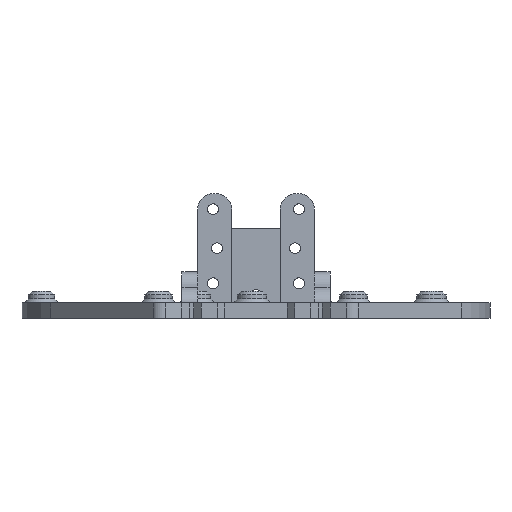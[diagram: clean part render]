
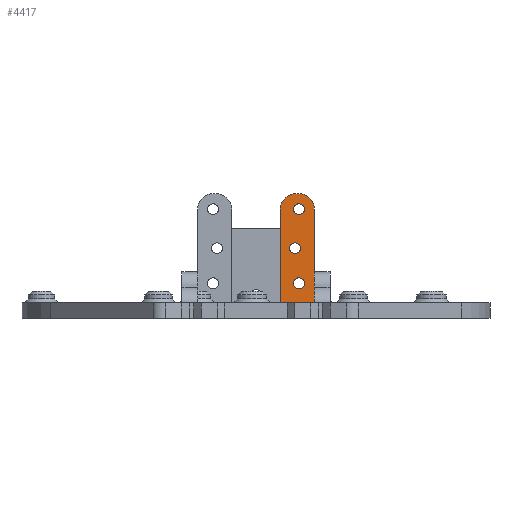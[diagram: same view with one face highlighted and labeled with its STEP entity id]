
A CAD part, left-side view. The second image highlights one B-rep face of the part: STEP entity #4417.
In plain terms, the highlighted planar face has unit normal (-1, 0, 0).
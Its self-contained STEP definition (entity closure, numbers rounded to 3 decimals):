
#156=FACE_BOUND('',#741,.T.);
#157=FACE_BOUND('',#742,.T.);
#158=FACE_BOUND('',#743,.T.);
#250=PLANE('',#4873);
#456=FACE_OUTER_BOUND('',#740,.T.);
#740=EDGE_LOOP('',(#3952,#3953,#3954,#3955,#3956,#3957));
#741=EDGE_LOOP('',(#3958));
#742=EDGE_LOOP('',(#3959));
#743=EDGE_LOOP('',(#3960));
#930=LINE('',#6673,#1340);
#1149=LINE('',#7391,#1559);
#1156=LINE('',#7407,#1566);
#1170=LINE('',#7437,#1580);
#1340=VECTOR('',#5288,10.);
#1559=VECTOR('',#6029,10.);
#1566=VECTOR('',#6048,10.);
#1580=VECTOR('',#6086,10.);
#1674=CIRCLE('',#4559,1.4);
#1796=CIRCLE('',#4817,1.4);
#1799=CIRCLE('',#4824,1.4);
#1817=CIRCLE('',#4857,4.);
#1818=CIRCLE('',#4860,4.);
#1972=VERTEX_POINT('',#6561);
#2004=VERTEX_POINT('',#6670);
#2005=VERTEX_POINT('',#6672);
#2204=VERTEX_POINT('',#7278);
#2207=VERTEX_POINT('',#7292);
#2243=VERTEX_POINT('',#7389);
#2244=VERTEX_POINT('',#7394);
#2245=VERTEX_POINT('',#7396);
#2246=VERTEX_POINT('',#7403);
#2417=EDGE_CURVE('',#1972,#1972,#1674,.T.);
#2472=EDGE_CURVE('',#2004,#2005,#930,.T.);
#2772=EDGE_CURVE('',#2204,#2204,#1796,.T.);
#2779=EDGE_CURVE('',#2207,#2207,#1799,.T.);
#2826=EDGE_CURVE('',#2004,#2243,#1149,.T.);
#2829=EDGE_CURVE('',#2244,#2245,#1817,.T.);
#2834=EDGE_CURVE('',#2246,#2243,#1818,.T.);
#2835=EDGE_CURVE('',#2245,#2246,#1156,.T.);
#2851=EDGE_CURVE('',#2244,#2005,#1170,.T.);
#3952=ORIENTED_EDGE('',*,*,#2829,.F.);
#3953=ORIENTED_EDGE('',*,*,#2851,.T.);
#3954=ORIENTED_EDGE('',*,*,#2472,.F.);
#3955=ORIENTED_EDGE('',*,*,#2826,.T.);
#3956=ORIENTED_EDGE('',*,*,#2834,.F.);
#3957=ORIENTED_EDGE('',*,*,#2835,.F.);
#3958=ORIENTED_EDGE('',*,*,#2417,.T.);
#3959=ORIENTED_EDGE('',*,*,#2772,.T.);
#3960=ORIENTED_EDGE('',*,*,#2779,.T.);
#4417=ADVANCED_FACE('',(#456,#156,#157,#158),#250,.T.);
#4559=AXIS2_PLACEMENT_3D('',#6563,#5175,#5176);
#4817=AXIS2_PLACEMENT_3D('',#7280,#5918,#5919);
#4824=AXIS2_PLACEMENT_3D('',#7294,#5936,#5937);
#4857=AXIS2_PLACEMENT_3D('',#7397,#6034,#6035);
#4860=AXIS2_PLACEMENT_3D('',#7405,#6044,#6045);
#4873=AXIS2_PLACEMENT_3D('',#7436,#6084,#6085);
#5175=DIRECTION('center_axis',(1.,0.,0.));
#5176=DIRECTION('ref_axis',(0.,0.,-1.));
#5288=DIRECTION('',(0.,1.,0.));
#5918=DIRECTION('center_axis',(1.,0.,0.));
#5919=DIRECTION('ref_axis',(0.,0.,-1.));
#5936=DIRECTION('center_axis',(1.,0.,0.));
#5937=DIRECTION('ref_axis',(0.,0.,-1.));
#6029=DIRECTION('',(0.,0.,1.));
#6034=DIRECTION('center_axis',(1.,0.,0.));
#6035=DIRECTION('ref_axis',(0.,0.707,0.707));
#6044=DIRECTION('center_axis',(1.,0.,0.));
#6045=DIRECTION('ref_axis',(0.,-0.707,0.707));
#6048=DIRECTION('',(0.,-1.,0.));
#6084=DIRECTION('center_axis',(-1.,0.,0.));
#6085=DIRECTION('ref_axis',(0.,-1.,0.));
#6086=DIRECTION('',(0.,0.,-1.));
#6561=CARTESIAN_POINT('',(96.,-10.,19.4));
#6563=CARTESIAN_POINT('Origin',(96.,-10.,18.));
#6670=CARTESIAN_POINT('',(96.,-15.,4.));
#6672=CARTESIAN_POINT('',(96.,-6.25,4.));
#6673=CARTESIAN_POINT('',(96.,7.5,4.));
#7278=CARTESIAN_POINT('',(96.,-11.,10.4));
#7280=CARTESIAN_POINT('Origin',(96.,-11.,9.));
#7292=CARTESIAN_POINT('',(96.,-11.,29.4));
#7294=CARTESIAN_POINT('Origin',(96.,-11.,28.));
#7389=CARTESIAN_POINT('',(96.,-15.,28.));
#7391=CARTESIAN_POINT('',(96.,-15.,4.));
#7394=CARTESIAN_POINT('',(96.,-6.25,28.));
#7396=CARTESIAN_POINT('',(96.,-10.25,32.));
#7397=CARTESIAN_POINT('Origin',(96.,-10.25,28.));
#7403=CARTESIAN_POINT('',(96.,-11.,32.));
#7405=CARTESIAN_POINT('Origin',(96.,-11.,28.));
#7407=CARTESIAN_POINT('',(96.,15.,32.));
#7436=CARTESIAN_POINT('Origin',(96.,15.,4.));
#7437=CARTESIAN_POINT('',(96.,-6.25,18.));
